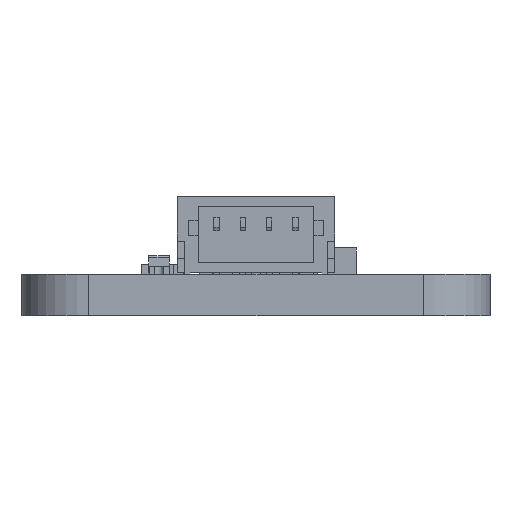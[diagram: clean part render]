
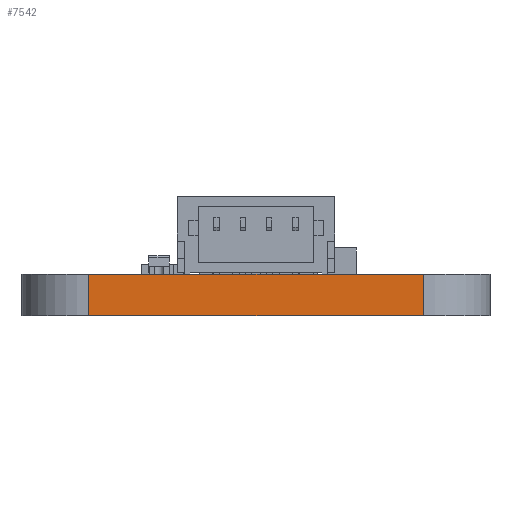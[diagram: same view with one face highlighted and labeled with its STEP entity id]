
A CAD part, left-side view. The second image highlights one B-rep face of the part: STEP entity #7542.
In plain terms, the highlighted planar face has unit normal (-1, 0, 0).
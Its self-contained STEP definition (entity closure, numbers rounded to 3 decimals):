
#157=PLANE('',#8093);
#512=FACE_OUTER_BOUND('',#909,.T.);
#909=EDGE_LOOP('',(#5167,#5168,#5169,#5170));
#1365=LINE('',#10757,#2281);
#1366=LINE('',#10760,#2282);
#1367=LINE('',#10762,#2283);
#1368=LINE('',#10763,#2284);
#2281=VECTOR('',#8765,10.);
#2282=VECTOR('',#8768,10.);
#2283=VECTOR('',#8769,10.);
#2284=VECTOR('',#8770,10.);
#3351=VERTEX_POINT('',#10753);
#3352=VERTEX_POINT('',#10755);
#3353=VERTEX_POINT('',#10759);
#3354=VERTEX_POINT('',#10761);
#4083=EDGE_CURVE('',#3351,#3352,#1365,.T.);
#4084=EDGE_CURVE('',#3353,#3351,#1366,.T.);
#4085=EDGE_CURVE('',#3354,#3352,#1367,.T.);
#4086=EDGE_CURVE('',#3353,#3354,#1368,.T.);
#5167=ORIENTED_EDGE('',*,*,#4084,.T.);
#5168=ORIENTED_EDGE('',*,*,#4083,.T.);
#5169=ORIENTED_EDGE('',*,*,#4085,.F.);
#5170=ORIENTED_EDGE('',*,*,#4086,.F.);
#7542=ADVANCED_FACE('',(#512),#157,.T.);
#8093=AXIS2_PLACEMENT_3D('',#10758,#8766,#8767);
#8765=DIRECTION('',(0.,0.,1.));
#8766=DIRECTION('center_axis',(-1.,0.,0.));
#8767=DIRECTION('ref_axis',(0.,-1.,0.));
#8768=DIRECTION('',(0.,-1.,0.));
#8769=DIRECTION('',(0.,-1.,0.));
#8770=DIRECTION('',(0.,0.,1.));
#10753=CARTESIAN_POINT('',(0.,2.54,0.));
#10755=CARTESIAN_POINT('',(0.,2.54,1.57));
#10757=CARTESIAN_POINT('',(0.,2.54,0.));
#10758=CARTESIAN_POINT('Origin',(0.,15.24,0.));
#10759=CARTESIAN_POINT('',(0.,15.24,0.));
#10760=CARTESIAN_POINT('',(0.,15.24,0.));
#10761=CARTESIAN_POINT('',(0.,15.24,1.57));
#10762=CARTESIAN_POINT('',(0.,15.24,1.57));
#10763=CARTESIAN_POINT('',(0.,15.24,0.));
